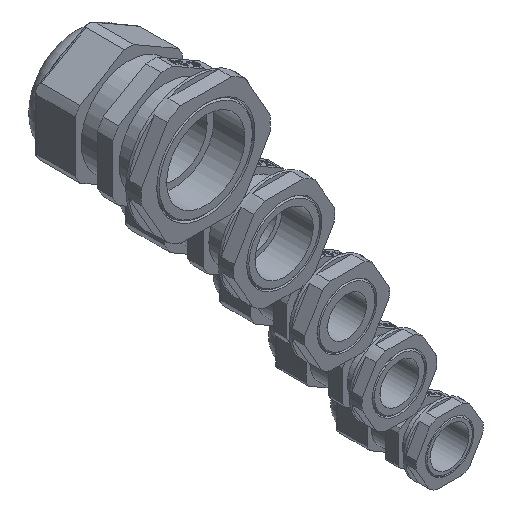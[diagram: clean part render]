
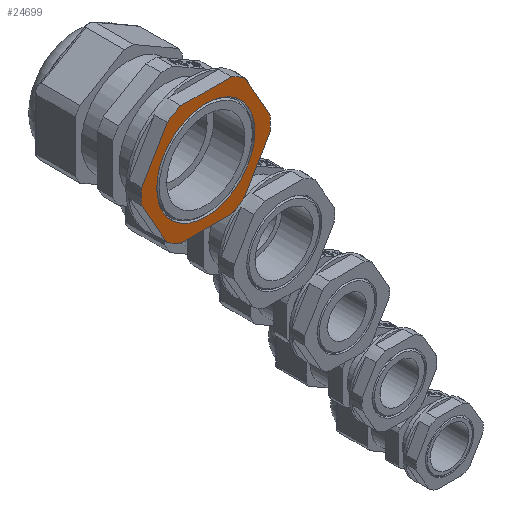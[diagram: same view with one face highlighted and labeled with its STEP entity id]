
A CAD part, isometric view. The second image highlights one B-rep face of the part: STEP entity #24699.
In plain terms, the highlighted face is planar.
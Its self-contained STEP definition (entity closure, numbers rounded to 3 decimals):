
#60 = EDGE_CURVE ( 'NONE', #1832, #1658, #29241, .T. ) ;
#63 = DIRECTION ( 'NONE',  ( 1., 0., 0. ) ) ;
#770 = CIRCLE ( 'NONE', #26509, 25. ) ;
#962 = ORIENTED_EDGE ( 'NONE', *, *, #27610, .F. ) ;
#1628 = EDGE_CURVE ( 'NONE', #11156, #7262, #35928, .T. ) ;
#1658 = VERTEX_POINT ( 'NONE', #33699 ) ;
#1832 = VERTEX_POINT ( 'NONE', #16885 ) ;
#2287 = EDGE_CURVE ( 'NONE', #20647, #24913, #29337, .T. ) ;
#2965 = DIRECTION ( 'NONE',  ( 0., 0., -1. ) ) ;
#3256 = EDGE_CURVE ( 'NONE', #8902, #30624, #26213, .T. ) ;
#3536 = CARTESIAN_POINT ( 'NONE',  ( 9.672, -23.053, 51.7 ) ) ;
#3781 = CARTESIAN_POINT ( 'NONE',  ( -26.558, 0.146, 51.7 ) ) ;
#4548 = EDGE_CURVE ( 'NONE', #34669, #24913, #23465, .T. ) ;
#4993 = CARTESIAN_POINT ( 'NONE',  ( 13.153, -23.072, 51.7 ) ) ;
#5153 = CIRCLE ( 'NONE', #15450, 25. ) ;
#5155 = ORIENTED_EDGE ( 'NONE', *, *, #3256, .T. ) ;
#5359 = FACE_OUTER_BOUND ( 'NONE', #6659, .T. ) ;
#5407 = DIRECTION ( 'NONE',  ( 1., -0.005, 0. ) ) ;
#5706 = ORIENTED_EDGE ( 'NONE', *, *, #26439, .T. ) ;
#6382 = DIRECTION ( 'NONE',  ( 0., 0., -1. ) ) ;
#6496 = ORIENTED_EDGE ( 'NONE', *, *, #4548, .T. ) ;
#6659 = EDGE_LOOP ( 'NONE', ( #5155, #9810, #33782, #20865, #31926, #35399, #18818, #30009, #32871, #6496, #10692, #5706, #24499, #21258 ) ) ;
#6690 = AXIS2_PLACEMENT_3D ( 'NONE', #26699, #10018, #29539 ) ;
#6778 = AXIS2_PLACEMENT_3D ( 'NONE', #16302, #35848, #19106 ) ;
#6792 = CARTESIAN_POINT ( 'NONE',  ( -19., 0., 51.7 ) ) ;
#7108 = CARTESIAN_POINT ( 'NONE',  ( 24.801, -3.151, 51.7 ) ) ;
#7118 = CIRCLE ( 'NONE', #6778, 25. ) ;
#7151 = AXIS2_PLACEMENT_3D ( 'NONE', #15390, #34939, #18202 ) ;
#7262 = VERTEX_POINT ( 'NONE', #22862 ) ;
#8043 = CARTESIAN_POINT ( 'NONE',  ( 0., 0., 51.7 ) ) ;
#8135 = EDGE_CURVE ( 'NONE', #22070, #27686, #770, .T. ) ;
#8618 = CARTESIAN_POINT ( 'NONE',  ( -13.153, 23.072, 51.7 ) ) ;
#8902 = VERTEX_POINT ( 'NONE', #18770 ) ;
#9677 = LINE ( 'NONE', #31600, #23627 ) ;
#9810 = ORIENTED_EDGE ( 'NONE', *, *, #19546, .F. ) ;
#10018 = DIRECTION ( 'NONE',  ( 0., 0., -1. ) ) ;
#10326 = CARTESIAN_POINT ( 'NONE',  ( -14.91, 20.067, 51.7 ) ) ;
#10503 = CARTESIAN_POINT ( 'NONE',  ( 0., 0., 51.7 ) ) ;
#10692 = ORIENTED_EDGE ( 'NONE', *, *, #2287, .F. ) ;
#11156 = VERTEX_POINT ( 'NONE', #10326 ) ;
#11530 = VERTEX_POINT ( 'NONE', #26484 ) ;
#11585 = DIRECTION ( 'NONE',  ( 0., 0., -1. ) ) ;
#11799 = EDGE_CURVE ( 'NONE', #34669, #1658, #7118, .T. ) ;
#11836 = DIRECTION ( 'NONE',  ( 0., 0., -1. ) ) ;
#11861 = EDGE_LOOP ( 'NONE', ( #25763, #962 ) ) ;
#13297 = DIRECTION ( 'NONE',  ( 1., 0., 0. ) ) ;
#13377 = EDGE_CURVE ( 'NONE', #1832, #31010, #32750, .T. ) ;
#13599 = AXIS2_PLACEMENT_3D ( 'NONE', #10503, #30012, #13297 ) ;
#13648 = VERTEX_POINT ( 'NONE', #27487 ) ;
#13751 = DIRECTION ( 'NONE',  ( 0., 0., 1. ) ) ;
#14012 = DIRECTION ( 'NONE',  ( 0., 0., -1. ) ) ;
#15193 = VECTOR ( 'NONE', #5407, 1000. ) ;
#15390 = CARTESIAN_POINT ( 'NONE',  ( 0., 0., 51.7 ) ) ;
#15450 = AXIS2_PLACEMENT_3D ( 'NONE', #19646, #2965, #22465 ) ;
#15471 = VERTEX_POINT ( 'NONE', #28788 ) ;
#16302 = CARTESIAN_POINT ( 'NONE',  ( 0., 0., 51.7 ) ) ;
#16733 = DIRECTION ( 'NONE',  ( 0., 0., -1. ) ) ;
#16790 = DIRECTION ( 'NONE',  ( -0.495, 0.869, 0. ) ) ;
#16800 = VECTOR ( 'NONE', #33779, 1000. ) ;
#16885 = CARTESIAN_POINT ( 'NONE',  ( -24.834, -2.879, 51.7 ) ) ;
#18096 = CARTESIAN_POINT ( 'NONE',  ( 15.129, 19.903, 51.7 ) ) ;
#18202 = DIRECTION ( 'NONE',  ( 1., 0., 0. ) ) ;
#18770 = CARTESIAN_POINT ( 'NONE',  ( 24.834, 2.879, 51.7 ) ) ;
#18818 = ORIENTED_EDGE ( 'NONE', *, *, #13377, .F. ) ;
#19106 = DIRECTION ( 'NONE',  ( 1., 0., 0. ) ) ;
#19546 = EDGE_CURVE ( 'NONE', #13648, #30624, #5153, .T. ) ;
#19565 = DIRECTION ( 'NONE',  ( 0.505, 0.863, 0. ) ) ;
#19646 = CARTESIAN_POINT ( 'NONE',  ( 0., 0., 51.7 ) ) ;
#20010 = LINE ( 'NONE', #4993, #27413 ) ;
#20647 = VERTEX_POINT ( 'NONE', #22516 ) ;
#20651 = EDGE_CURVE ( 'NONE', #11156, #11530, #24224, .T. ) ;
#20865 = ORIENTED_EDGE ( 'NONE', *, *, #1628, .F. ) ;
#20975 = AXIS2_PLACEMENT_3D ( 'NONE', #8043, #13751, #33316 ) ;
#21258 = ORIENTED_EDGE ( 'NONE', *, *, #22904, .F. ) ;
#21992 = AXIS2_PLACEMENT_3D ( 'NONE', #28270, #11585, #31098 ) ;
#22070 = VERTEX_POINT ( 'NONE', #30957 ) ;
#22076 = AXIS2_PLACEMENT_3D ( 'NONE', #30754, #14012, #33564 ) ;
#22329 = CARTESIAN_POINT ( 'NONE',  ( -13.405, -22.927, 51.7 ) ) ;
#22413 = CARTESIAN_POINT ( 'NONE',  ( 26.558, -0.146, 51.7 ) ) ;
#22465 = DIRECTION ( 'NONE',  ( 1., 0., 0. ) ) ;
#22516 = CARTESIAN_POINT ( 'NONE',  ( 14.91, -20.067, 51.7 ) ) ;
#22805 = CARTESIAN_POINT ( 'NONE',  ( -25., 0., 51.7 ) ) ;
#22862 = CARTESIAN_POINT ( 'NONE',  ( -9.672, 23.053, 51.7 ) ) ;
#22904 = EDGE_CURVE ( 'NONE', #8902, #22070, #30788, .T. ) ;
#23065 = CARTESIAN_POINT ( 'NONE',  ( 0., 0., 51.7 ) ) ;
#23254 = DIRECTION ( 'NONE',  ( -1., 0.005, 0. ) ) ;
#23465 = LINE ( 'NONE', #22329, #15193 ) ;
#23627 = VECTOR ( 'NONE', #23254, 1000. ) ;
#24224 = LINE ( 'NONE', #8618, #16800 ) ;
#24499 = ORIENTED_EDGE ( 'NONE', *, *, #8135, .F. ) ;
#24699 = ADVANCED_FACE ( 'NONE', ( #26698, #5359 ), #27665, .T. ) ;
#24913 = VERTEX_POINT ( 'NONE', #3536 ) ;
#24944 = EDGE_CURVE ( 'NONE', #13648, #7262, #9677, .T. ) ;
#25089 = DIRECTION ( 'NONE',  ( 0.495, -0.869, 0. ) ) ;
#25380 = VERTEX_POINT ( 'NONE', #6792 ) ;
#25763 = ORIENTED_EDGE ( 'NONE', *, *, #33046, .F. ) ;
#25882 = DIRECTION ( 'NONE',  ( 1., 0., 0. ) ) ;
#26213 = LINE ( 'NONE', #22413, #33674 ) ;
#26439 = EDGE_CURVE ( 'NONE', #20647, #27686, #20010, .T. ) ;
#26484 = CARTESIAN_POINT ( 'NONE',  ( -24.801, 3.151, 51.7 ) ) ;
#26509 = AXIS2_PLACEMENT_3D ( 'NONE', #23065, #6382, #25882 ) ;
#26698 = FACE_BOUND ( 'NONE', #11861, .T. ) ;
#26699 = CARTESIAN_POINT ( 'NONE',  ( 0., 0., 51.7 ) ) ;
#26895 = CARTESIAN_POINT ( 'NONE',  ( -9.924, -22.946, 51.7 ) ) ;
#27413 = VECTOR ( 'NONE', #19565, 1000. ) ;
#27487 = CARTESIAN_POINT ( 'NONE',  ( 9.924, 22.946, 51.7 ) ) ;
#27610 = EDGE_CURVE ( 'NONE', #25380, #15471, #30335, .T. ) ;
#27665 = PLANE ( 'NONE',  #20975 ) ;
#27686 = VERTEX_POINT ( 'NONE', #7108 ) ;
#27784 = CIRCLE ( 'NONE', #13599, 19. ) ;
#28270 = CARTESIAN_POINT ( 'NONE',  ( 0., 0., 51.7 ) ) ;
#28536 = CARTESIAN_POINT ( 'NONE',  ( 0., 0., 51.7 ) ) ;
#28788 = CARTESIAN_POINT ( 'NONE',  ( 19., 0., 51.7 ) ) ;
#29241 = LINE ( 'NONE', #3781, #30095 ) ;
#29337 = CIRCLE ( 'NONE', #33492, 25. ) ;
#29539 = DIRECTION ( 'NONE',  ( 1., 0., 0. ) ) ;
#30009 = ORIENTED_EDGE ( 'NONE', *, *, #60, .T. ) ;
#30012 = DIRECTION ( 'NONE',  ( 0., 0., 1. ) ) ;
#30095 = VECTOR ( 'NONE', #25089, 1000. ) ;
#30335 = CIRCLE ( 'NONE', #7151, 19. ) ;
#30624 = VERTEX_POINT ( 'NONE', #18096 ) ;
#30754 = CARTESIAN_POINT ( 'NONE',  ( 0., 0., 51.7 ) ) ;
#30788 = CIRCLE ( 'NONE', #32848, 25. ) ;
#30957 = CARTESIAN_POINT ( 'NONE',  ( 25., 0., 51.7 ) ) ;
#31010 = VERTEX_POINT ( 'NONE', #22805 ) ;
#31098 = DIRECTION ( 'NONE',  ( 1., 0., 0. ) ) ;
#31357 = DIRECTION ( 'NONE',  ( 1., 0., 0. ) ) ;
#31600 = CARTESIAN_POINT ( 'NONE',  ( 13.405, 22.927, 51.7 ) ) ;
#31926 = ORIENTED_EDGE ( 'NONE', *, *, #20651, .T. ) ;
#32750 = CIRCLE ( 'NONE', #21992, 25. ) ;
#32848 = AXIS2_PLACEMENT_3D ( 'NONE', #28536, #11836, #31357 ) ;
#32871 = ORIENTED_EDGE ( 'NONE', *, *, #11799, .F. ) ;
#33046 = EDGE_CURVE ( 'NONE', #15471, #25380, #27784, .T. ) ;
#33316 = DIRECTION ( 'NONE',  ( 1., 0., 0. ) ) ;
#33405 = CIRCLE ( 'NONE', #6690, 25. ) ;
#33483 = CARTESIAN_POINT ( 'NONE',  ( 0., 0., 51.7 ) ) ;
#33492 = AXIS2_PLACEMENT_3D ( 'NONE', #33483, #16733, #63 ) ;
#33564 = DIRECTION ( 'NONE',  ( 1., 0., 0. ) ) ;
#33674 = VECTOR ( 'NONE', #16790, 1000. ) ;
#33699 = CARTESIAN_POINT ( 'NONE',  ( -15.129, -19.903, 51.7 ) ) ;
#33779 = DIRECTION ( 'NONE',  ( -0.505, -0.863, 0. ) ) ;
#33782 = ORIENTED_EDGE ( 'NONE', *, *, #24944, .T. ) ;
#34027 = EDGE_CURVE ( 'NONE', #31010, #11530, #33405, .T. ) ;
#34669 = VERTEX_POINT ( 'NONE', #26895 ) ;
#34939 = DIRECTION ( 'NONE',  ( 0., 0., 1. ) ) ;
#35399 = ORIENTED_EDGE ( 'NONE', *, *, #34027, .F. ) ;
#35848 = DIRECTION ( 'NONE',  ( 0., 0., -1. ) ) ;
#35928 = CIRCLE ( 'NONE', #22076, 25. ) ;
